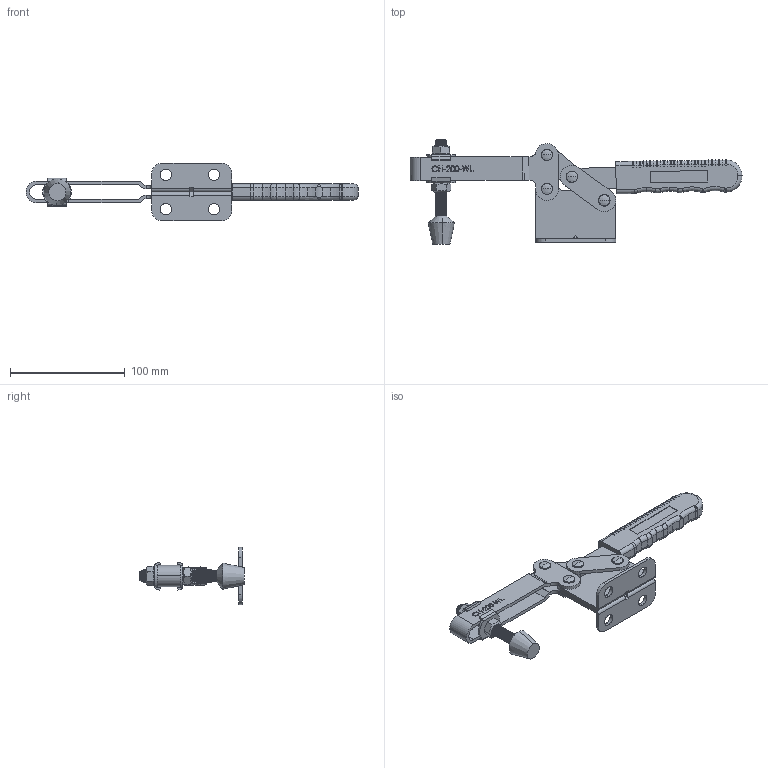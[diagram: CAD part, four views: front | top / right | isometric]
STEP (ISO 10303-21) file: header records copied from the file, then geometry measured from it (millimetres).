
FILE_DESCRIPTION (( 'STEP AP203' ), '1' );
FILE_NAME ('CH-200-WL.STEP', '2017-11-10T08:21:55', ( 'Windows' ), ( 'Microsoft' ), 'SwSTEP 2.0', 'SolidWorks 2015', '' );
FILE_SCHEMA (( 'CONFIG_CONTROL_DESIGN' ));
Length unit declared in the file: millimetre
Products named in the file (10): 200-W-05; 200-W-04; 200-WL-02; 200-W-01; CH-200-WL; 200-W-03; 200-W-06; 38312; 38312-01; FW380
Assembly tree (15 placements, depth 2):
  CH-200-WL
    200-W-01
    200-W-03
    200-W-06
    38312
    38312-01  x2
    FW380  x2
    200-W-05  x4
    200-W-04  x2
    200-WL-02
Bounding box: 289.79 x 91.05 x 50 mm (x, y, z)
Volume: 115732.2 mm3; surface area: 73281.9 mm2
Topology: 16 solids, 17 shells, 1181 faces, 3034 edges, 1915 vertices
Faces by surface type: cylinder 447, plane 373, bspline 181, torus 112, cone 54, sphere 14
Entity records: 45209 total; most frequent: CARTESIAN_POINT 19587, ORIENTED_EDGE 5454, DIRECTION 4610, EDGE_CURVE 2727, VERTEX_POINT 1727, AXIS2_PLACEMENT_3D 1611, LINE 1388, VECTOR 1388
